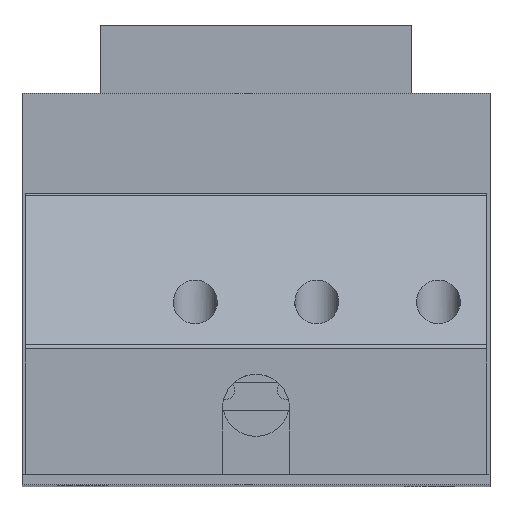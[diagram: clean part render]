
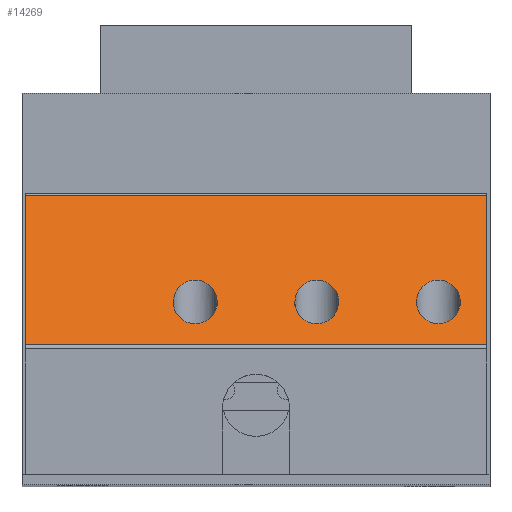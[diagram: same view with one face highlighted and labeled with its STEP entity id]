
A CAD part, top view. The second image highlights one B-rep face of the part: STEP entity #14269.
In plain terms, the highlighted planar face has unit normal (0, 0.707, 0.707).
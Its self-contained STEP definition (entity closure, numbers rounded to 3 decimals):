
#894 = FACE_BOUND ( 'NONE', #12279, .T. ) ;
#1350 = DIRECTION ( 'NONE',  ( 0., -0.707, 0.707 ) ) ;
#1513 = CARTESIAN_POINT ( 'NONE',  ( 38., -17.373, 82.205 ) ) ;
#1721 = ORIENTED_EDGE ( 'NONE', *, *, #4799, .F. ) ;
#1765 = CARTESIAN_POINT ( 'NONE',  ( 38., -17.373, 82.205 ) ) ;
#2294 =( BOUNDED_CURVE ( )  B_SPLINE_CURVE ( 3, ( #15262, #11961, #18566, #13559 ),
 .UNSPECIFIED., .F., .F. ) 
 B_SPLINE_CURVE_WITH_KNOTS ( ( 4, 4 ),
 ( 4.712, 7.854 ),
 .UNSPECIFIED. ) 
 CURVE ( )  GEOMETRIC_REPRESENTATION_ITEM ( )  RATIONAL_B_SPLINE_CURVE ( ( 1., 0.333, 0.333, 1. ) ) 
 REPRESENTATION_ITEM ( '' )  );
#2393 = EDGE_LOOP ( 'NONE', ( #20158, #17807, #1721, #11447 ) ) ;
#2514 = VERTEX_POINT ( 'NONE', #13854 ) ;
#2921 = CARTESIAN_POINT ( 'NONE',  ( 13.6, -10.321, 75.153 ) ) ;
#2966 = CARTESIAN_POINT ( 'NONE',  ( 26.4, -17.521, 82.353 ) ) ;
#3105 = DIRECTION ( 'NONE',  ( 0., -0.707, -0.707 ) ) ;
#3170 = CARTESIAN_POINT ( 'NONE',  ( 26.4, -10.321, 75.153 ) ) ;
#3306 = CARTESIAN_POINT ( 'NONE',  ( 6.4, -10.321, 75.153 ) ) ;
#3316 = ORIENTED_EDGE ( 'NONE', *, *, #10519, .T. ) ;
#3592 = VECTOR ( 'NONE', #12405, 1000. ) ;
#3788 = CARTESIAN_POINT ( 'NONE',  ( 26.4, -10.321, 75.153 ) ) ;
#4267 = CARTESIAN_POINT ( 'NONE',  ( 13.6, -10.321, 75.153 ) ) ;
#4274 = EDGE_CURVE ( 'NONE', #8465, #20313, #14642, .T. ) ;
#4292 = CARTESIAN_POINT ( 'NONE',  ( 38., 7.257, 57.575 ) ) ;
#4456 =( BOUNDED_CURVE ( )  B_SPLINE_CURVE ( 3, ( #15362, #10565, #15477, #7394 ),
 .UNSPECIFIED., .F., .F. ) 
 B_SPLINE_CURVE_WITH_KNOTS ( ( 4, 4 ),
 ( 1.571, 4.712 ),
 .UNSPECIFIED. ) 
 CURVE ( )  GEOMETRIC_REPRESENTATION_ITEM ( )  RATIONAL_B_SPLINE_CURVE ( ( 1., 0.333, 0.333, 1. ) ) 
 REPRESENTATION_ITEM ( '' )  );
#4661 = CARTESIAN_POINT ( 'NONE',  ( 33.6, -17.521, 82.353 ) ) ;
#4799 = EDGE_CURVE ( 'NONE', #5039, #4959, #17622, .T. ) ;
#4919 = CARTESIAN_POINT ( 'NONE',  ( -6.4, -3.121, 67.953 ) ) ;
#4959 = VERTEX_POINT ( 'NONE', #1765 ) ;
#5039 = VERTEX_POINT ( 'NONE', #4292 ) ;
#5299 = VERTEX_POINT ( 'NONE', #19792 ) ;
#5386 = EDGE_LOOP ( 'NONE', ( #3316, #9803 ) ) ;
#5425 = CARTESIAN_POINT ( 'NONE',  ( -13.6, -10.321, 75.153 ) ) ;
#6031 = VECTOR ( 'NONE', #6691, 1000. ) ;
#6691 = DIRECTION ( 'NONE',  ( -1., 0., 0. ) ) ;
#6956 = ORIENTED_EDGE ( 'NONE', *, *, #7812, .T. ) ;
#7173 = EDGE_CURVE ( 'NONE', #9242, #14792, #17511, .T. ) ;
#7387 = FACE_BOUND ( 'NONE', #5386, .T. ) ;
#7394 = CARTESIAN_POINT ( 'NONE',  ( -13.6, -10.321, 75.153 ) ) ;
#7454 = ORIENTED_EDGE ( 'NONE', *, *, #9165, .T. ) ;
#7696 = EDGE_CURVE ( 'NONE', #2514, #18079, #9632, .T. ) ;
#7812 = EDGE_CURVE ( 'NONE', #14792, #9242, #2294, .T. ) ;
#7889 = DIRECTION ( 'NONE',  ( 0., 0.707, -0.707 ) ) ;
#8124 =( BOUNDED_CURVE ( )  B_SPLINE_CURVE ( 3, ( #8520, #18203, #4919, #19587 ),
 .UNSPECIFIED., .F., .F. ) 
 B_SPLINE_CURVE_WITH_KNOTS ( ( 4, 4 ),
 ( 4.712, 7.854 ),
 .UNSPECIFIED. ) 
 CURVE ( )  GEOMETRIC_REPRESENTATION_ITEM ( )  RATIONAL_B_SPLINE_CURVE ( ( 1., 0.333, 0.333, 1. ) ) 
 REPRESENTATION_ITEM ( '' )  );
#8242 = ORIENTED_EDGE ( 'NONE', *, *, #7173, .T. ) ;
#8465 = VERTEX_POINT ( 'NONE', #3306 ) ;
#8520 = CARTESIAN_POINT ( 'NONE',  ( -13.6, -10.321, 75.153 ) ) ;
#8837 = CARTESIAN_POINT ( 'NONE',  ( 6.4, -10.321, 75.153 ) ) ;
#8980 = FACE_BOUND ( 'NONE', #20081, .T. ) ;
#9165 = EDGE_CURVE ( 'NONE', #20313, #8465, #19679, .T. ) ;
#9242 = VERTEX_POINT ( 'NONE', #11091 ) ;
#9309 = LINE ( 'NONE', #18789, #3592 ) ;
#9429 = CARTESIAN_POINT ( 'NONE',  ( 38., -17.373, 82.205 ) ) ;
#9502 = CARTESIAN_POINT ( 'NONE',  ( 6.4, -17.521, 82.353 ) ) ;
#9632 = LINE ( 'NONE', #21014, #17723 ) ;
#9803 = ORIENTED_EDGE ( 'NONE', *, *, #12750, .T. ) ;
#10519 = EDGE_CURVE ( 'NONE', #5299, #19781, #4456, .T. ) ;
#10565 = CARTESIAN_POINT ( 'NONE',  ( -6.4, -17.521, 82.353 ) ) ;
#11091 = CARTESIAN_POINT ( 'NONE',  ( 33.6, -10.321, 75.153 ) ) ;
#11447 = ORIENTED_EDGE ( 'NONE', *, *, #14988, .T. ) ;
#11961 = CARTESIAN_POINT ( 'NONE',  ( 26.4, -3.121, 67.953 ) ) ;
#12196 = CARTESIAN_POINT ( 'NONE',  ( 13.6, -10.321, 75.153 ) ) ;
#12279 = EDGE_LOOP ( 'NONE', ( #7454, #15045 ) ) ;
#12405 = DIRECTION ( 'NONE',  ( -1., 0., 0. ) ) ;
#12750 = EDGE_CURVE ( 'NONE', #19781, #5299, #8124, .T. ) ;
#13209 = VECTOR ( 'NONE', #1350, 1000. ) ;
#13559 = CARTESIAN_POINT ( 'NONE',  ( 33.6, -10.321, 75.153 ) ) ;
#13854 = CARTESIAN_POINT ( 'NONE',  ( -38., 7.257, 57.575 ) ) ;
#13872 = FACE_OUTER_BOUND ( 'NONE', #2393, .T. ) ;
#14269 = ADVANCED_FACE ( 'Defeature ausgef�hrt1_206', ( #8980, #894, #7387, #13872 ), #20359, .F. ) ;
#14450 = CARTESIAN_POINT ( 'NONE',  ( 33.6, -10.321, 75.153 ) ) ;
#14642 =( BOUNDED_CURVE ( )  B_SPLINE_CURVE ( 3, ( #8837, #18937, #15432, #4267 ),
 .UNSPECIFIED., .F., .F. ) 
 B_SPLINE_CURVE_WITH_KNOTS ( ( 4, 4 ),
 ( 4.712, 7.854 ),
 .UNSPECIFIED. ) 
 CURVE ( )  GEOMETRIC_REPRESENTATION_ITEM ( )  RATIONAL_B_SPLINE_CURVE ( ( 1., 0.333, 0.333, 1. ) ) 
 REPRESENTATION_ITEM ( '' )  );
#14792 = VERTEX_POINT ( 'NONE', #3788 ) ;
#14988 = EDGE_CURVE ( 'NONE', #5039, #2514, #9309, .T. ) ;
#15044 = DIRECTION ( 'NONE',  ( 0., -0.707, 0.707 ) ) ;
#15045 = ORIENTED_EDGE ( 'NONE', *, *, #4274, .T. ) ;
#15111 = AXIS2_PLACEMENT_3D ( 'NONE', #1513, #3105, #7889 ) ;
#15125 = CARTESIAN_POINT ( 'NONE',  ( -38., -17.373, 82.205 ) ) ;
#15262 = CARTESIAN_POINT ( 'NONE',  ( 26.4, -10.321, 75.153 ) ) ;
#15362 = CARTESIAN_POINT ( 'NONE',  ( -6.4, -10.321, 75.153 ) ) ;
#15432 = CARTESIAN_POINT ( 'NONE',  ( 13.6, -3.121, 67.953 ) ) ;
#15477 = CARTESIAN_POINT ( 'NONE',  ( -13.6, -17.521, 82.353 ) ) ;
#17314 = EDGE_CURVE ( 'NONE', #4959, #18079, #19777, .T. ) ;
#17511 =( BOUNDED_CURVE ( )  B_SPLINE_CURVE ( 3, ( #14450, #4661, #2966, #3170 ),
 .UNSPECIFIED., .F., .F. ) 
 B_SPLINE_CURVE_WITH_KNOTS ( ( 4, 4 ),
 ( 1.571, 4.712 ),
 .UNSPECIFIED. ) 
 CURVE ( )  GEOMETRIC_REPRESENTATION_ITEM ( )  RATIONAL_B_SPLINE_CURVE ( ( 1., 0.333, 0.333, 1. ) ) 
 REPRESENTATION_ITEM ( '' )  );
#17622 = LINE ( 'NONE', #9429, #13209 ) ;
#17723 = VECTOR ( 'NONE', #15044, 1000. ) ;
#17807 = ORIENTED_EDGE ( 'NONE', *, *, #17314, .F. ) ;
#18079 = VERTEX_POINT ( 'NONE', #15125 ) ;
#18203 = CARTESIAN_POINT ( 'NONE',  ( -13.6, -3.121, 67.953 ) ) ;
#18566 = CARTESIAN_POINT ( 'NONE',  ( 33.6, -3.121, 67.953 ) ) ;
#18789 = CARTESIAN_POINT ( 'NONE',  ( 38., 7.257, 57.575 ) ) ;
#18937 = CARTESIAN_POINT ( 'NONE',  ( 6.4, -3.121, 67.953 ) ) ;
#19392 = CARTESIAN_POINT ( 'NONE',  ( 13.6, -17.521, 82.353 ) ) ;
#19587 = CARTESIAN_POINT ( 'NONE',  ( -6.4, -10.321, 75.153 ) ) ;
#19679 =( BOUNDED_CURVE ( )  B_SPLINE_CURVE ( 3, ( #2921, #19392, #9502, #20783 ),
 .UNSPECIFIED., .F., .F. ) 
 B_SPLINE_CURVE_WITH_KNOTS ( ( 4, 4 ),
 ( 1.571, 4.712 ),
 .UNSPECIFIED. ) 
 CURVE ( )  GEOMETRIC_REPRESENTATION_ITEM ( )  RATIONAL_B_SPLINE_CURVE ( ( 1., 0.333, 0.333, 1. ) ) 
 REPRESENTATION_ITEM ( '' )  );
#19777 = LINE ( 'NONE', #19990, #6031 ) ;
#19781 = VERTEX_POINT ( 'NONE', #5425 ) ;
#19792 = CARTESIAN_POINT ( 'NONE',  ( -6.4, -10.321, 75.153 ) ) ;
#19990 = CARTESIAN_POINT ( 'NONE',  ( 38., -17.373, 82.205 ) ) ;
#20081 = EDGE_LOOP ( 'NONE', ( #8242, #6956 ) ) ;
#20158 = ORIENTED_EDGE ( 'NONE', *, *, #7696, .T. ) ;
#20313 = VERTEX_POINT ( 'NONE', #12196 ) ;
#20359 = PLANE ( 'NONE',  #15111 ) ;
#20783 = CARTESIAN_POINT ( 'NONE',  ( 6.4, -10.321, 75.153 ) ) ;
#21014 = CARTESIAN_POINT ( 'NONE',  ( -38., -17.373, 82.205 ) ) ;
